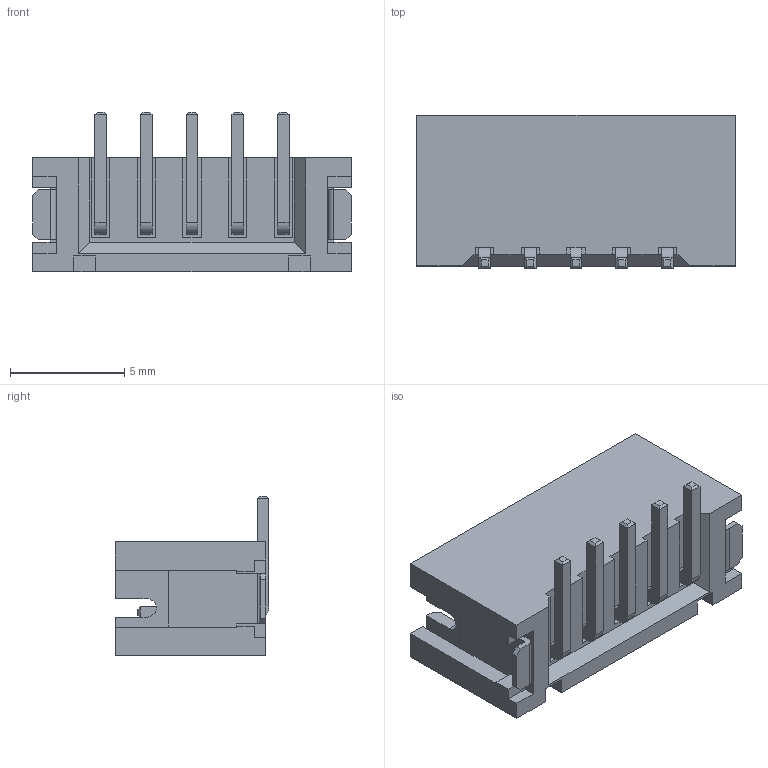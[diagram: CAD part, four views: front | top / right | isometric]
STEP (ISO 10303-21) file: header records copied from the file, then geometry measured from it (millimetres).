
FILE_DESCRIPTION (( 'STEP AP214' ), '1' );
FILE_NAME ('B5B-PH-SM4-TB(LF)(SN).STEP', '2021-12-28T12:25:52', ( '' ), ( '' ), 'SwSTEP 2.0', 'SolidWorks 2018', '' );
FILE_SCHEMA (( 'AUTOMOTIVE_DESIGN' ));
Length unit declared in the file: millimetre
Products named in the file (1): B5B-PH-SM4-TB(LF)(SN)
Bounding box: 13.96 x 6.73 x 7 mm (x, y, z)
Volume: 236.8 mm3; surface area: 712.8 mm2
Topology: 6 solids, 6 shells, 279 faces, 769 edges, 494 vertices
Faces by surface type: plane 263, cylinder 16
Entity records: 11611 total; most frequent: CARTESIAN_POINT 1543, ORIENTED_EDGE 1538, DIRECTION 1361, EDGE_CURVE 769, VECTOR 737, LINE 737, VERTEX_POINT 494, AXIS2_PLACEMENT_3D 312
